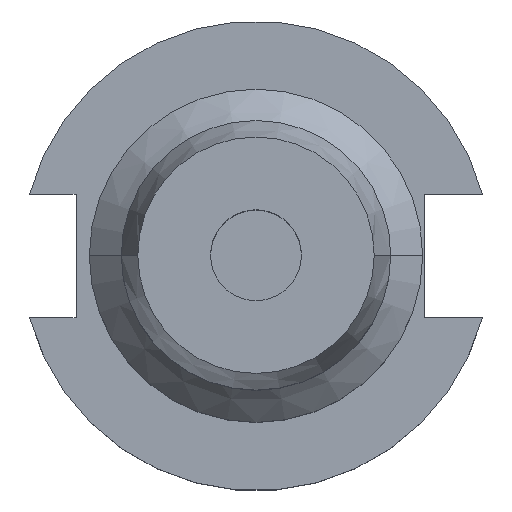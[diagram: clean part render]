
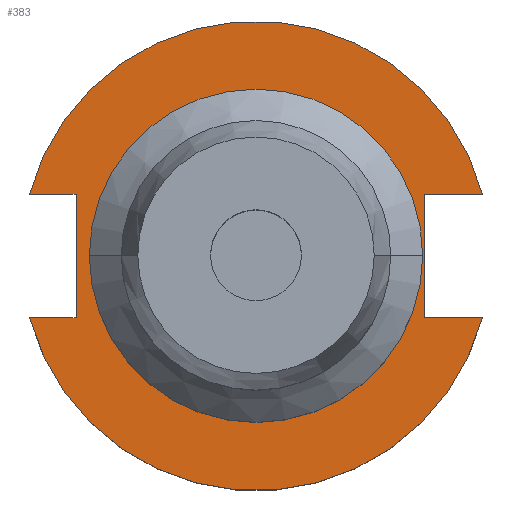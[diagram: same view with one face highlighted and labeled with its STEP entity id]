
A CAD part, top view. The second image highlights one B-rep face of the part: STEP entity #383.
In plain terms, the highlighted planar face has unit normal (0, 0, 1).
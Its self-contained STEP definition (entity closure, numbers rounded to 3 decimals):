
#31 = EDGE_LOOP ( 'NONE', ( #1110, #1825 ) ) ;
#66 = VERTEX_POINT ( 'NONE', #617 ) ;
#108 = VERTEX_POINT ( 'NONE', #1205 ) ;
#111 = DIRECTION ( 'NONE',  ( 1., 0., 0. ) ) ;
#115 = VERTEX_POINT ( 'NONE', #1642 ) ;
#127 = DIRECTION ( 'NONE',  ( 1., 0., 0. ) ) ;
#245 = CIRCLE ( 'NONE', #1584, 49.212 ) ;
#266 = CARTESIAN_POINT ( 'NONE',  ( 35.306, -12.954, 19.05 ) ) ;
#267 = ORIENTED_EDGE ( 'NONE', *, *, #849, .F. ) ;
#295 = CARTESIAN_POINT ( 'NONE',  ( 0., 0., 19.05 ) ) ;
#303 = CARTESIAN_POINT ( 'NONE',  ( 35.306, -12.954, 19.05 ) ) ;
#310 = VECTOR ( 'NONE', #856, 1000. ) ;
#356 = DIRECTION ( 'NONE',  ( 1., 0., 0. ) ) ;
#383 = ADVANCED_FACE ( 'NONE', ( #1548, #1211 ), #1708, .T. ) ;
#384 = AXIS2_PLACEMENT_3D ( 'NONE', #828, #984, #127 ) ;
#397 = CARTESIAN_POINT ( 'NONE',  ( 0., 49.212, 19.05 ) ) ;
#407 = VERTEX_POINT ( 'NONE', #266 ) ;
#417 = VERTEX_POINT ( 'NONE', #831 ) ;
#418 = VECTOR ( 'NONE', #1865, 1000. ) ;
#440 = DIRECTION ( 'NONE',  ( 1., 0., 0. ) ) ;
#466 = VECTOR ( 'NONE', #1270, 1000. ) ;
#468 = VECTOR ( 'NONE', #356, 1000. ) ;
#493 = EDGE_CURVE ( 'NONE', #407, #1605, #965, .T. ) ;
#506 = ORIENTED_EDGE ( 'NONE', *, *, #1764, .F. ) ;
#509 = VERTEX_POINT ( 'NONE', #526 ) ;
#526 = CARTESIAN_POINT ( 'NONE',  ( -34.925, 0., 19.05 ) ) ;
#534 = EDGE_CURVE ( 'NONE', #66, #1074, #1746, .T. ) ;
#540 = DIRECTION ( 'NONE',  ( 0., 0., 1. ) ) ;
#564 = ORIENTED_EDGE ( 'NONE', *, *, #572, .F. ) ;
#572 = EDGE_CURVE ( 'NONE', #417, #1088, #883, .T. ) ;
#616 = DIRECTION ( 'NONE',  ( 1., 0., 0. ) ) ;
#617 = CARTESIAN_POINT ( 'NONE',  ( -37.719, -12.954, 19.05 ) ) ;
#629 = EDGE_CURVE ( 'NONE', #509, #108, #1135, .T. ) ;
#687 = CARTESIAN_POINT ( 'NONE',  ( -63.719, 12.954, 19.05 ) ) ;
#768 = CARTESIAN_POINT ( 'NONE',  ( 0., 0., 19.05 ) ) ;
#781 = ORIENTED_EDGE ( 'NONE', *, *, #1144, .T. ) ;
#787 = EDGE_CURVE ( 'NONE', #108, #509, #928, .T. ) ;
#826 = DIRECTION ( 'NONE',  ( -1., 0., 0. ) ) ;
#828 = CARTESIAN_POINT ( 'NONE',  ( 0., 0., 19.05 ) ) ;
#831 = CARTESIAN_POINT ( 'NONE',  ( 47.477, 12.954, 19.05 ) ) ;
#833 = LINE ( 'NONE', #1348, #468 ) ;
#837 = ORIENTED_EDGE ( 'NONE', *, *, #1643, .F. ) ;
#849 = EDGE_CURVE ( 'NONE', #1043, #66, #833, .T. ) ;
#856 = DIRECTION ( 'NONE',  ( 0., -1., 0. ) ) ;
#859 = CARTESIAN_POINT ( 'NONE',  ( 35.306, 12.954, 19.05 ) ) ;
#878 = AXIS2_PLACEMENT_3D ( 'NONE', #768, #1641, #616 ) ;
#883 = LINE ( 'NONE', #859, #418 ) ;
#907 = CIRCLE ( 'NONE', #1530, 49.212 ) ;
#909 = VECTOR ( 'NONE', #826, 1000. ) ;
#928 = CIRCLE ( 'NONE', #878, 34.925 ) ;
#955 = DIRECTION ( 'NONE',  ( 1., 0., 0. ) ) ;
#962 = DIRECTION ( 'NONE',  ( 0., 0., 1. ) ) ;
#965 = LINE ( 'NONE', #303, #1702 ) ;
#983 = AXIS2_PLACEMENT_3D ( 'NONE', #397, #540, #955 ) ;
#984 = DIRECTION ( 'NONE',  ( 0., 0., 1. ) ) ;
#1043 = VERTEX_POINT ( 'NONE', #1861 ) ;
#1073 = LINE ( 'NONE', #1592, #310 ) ;
#1074 = VERTEX_POINT ( 'NONE', #1655 ) ;
#1088 = VERTEX_POINT ( 'NONE', #1859 ) ;
#1110 = ORIENTED_EDGE ( 'NONE', *, *, #787, .F. ) ;
#1135 = CIRCLE ( 'NONE', #384, 34.925 ) ;
#1144 = EDGE_CURVE ( 'NONE', #417, #115, #907, .T. ) ;
#1205 = CARTESIAN_POINT ( 'NONE',  ( 34.925, 0., 19.05 ) ) ;
#1211 = FACE_OUTER_BOUND ( 'NONE', #1460, .T. ) ;
#1242 = DIRECTION ( 'NONE',  ( 1., 0., 0. ) ) ;
#1270 = DIRECTION ( 'NONE',  ( 0., 1., 0. ) ) ;
#1294 = DIRECTION ( 'NONE',  ( 0., 0., 1. ) ) ;
#1304 = CARTESIAN_POINT ( 'NONE',  ( -37.719, 12.954, 19.05 ) ) ;
#1348 = CARTESIAN_POINT ( 'NONE',  ( -63.719, -12.954, 19.05 ) ) ;
#1351 = LINE ( 'NONE', #687, #909 ) ;
#1460 = EDGE_LOOP ( 'NONE', ( #1466, #1508, #506, #564, #781, #837, #1577, #267 ) ) ;
#1466 = ORIENTED_EDGE ( 'NONE', *, *, #1594, .T. ) ;
#1508 = ORIENTED_EDGE ( 'NONE', *, *, #493, .F. ) ;
#1530 = AXIS2_PLACEMENT_3D ( 'NONE', #295, #1294, #440 ) ;
#1548 = FACE_BOUND ( 'NONE', #31, .T. ) ;
#1549 = CARTESIAN_POINT ( 'NONE',  ( 47.477, -12.954, 19.05 ) ) ;
#1577 = ORIENTED_EDGE ( 'NONE', *, *, #534, .F. ) ;
#1584 = AXIS2_PLACEMENT_3D ( 'NONE', #1837, #962, #111 ) ;
#1592 = CARTESIAN_POINT ( 'NONE',  ( 35.306, 12.954, 19.05 ) ) ;
#1594 = EDGE_CURVE ( 'NONE', #1043, #1605, #245, .T. ) ;
#1605 = VERTEX_POINT ( 'NONE', #1549 ) ;
#1641 = DIRECTION ( 'NONE',  ( 0., 0., 1. ) ) ;
#1642 = CARTESIAN_POINT ( 'NONE',  ( -47.477, 12.954, 19.05 ) ) ;
#1643 = EDGE_CURVE ( 'NONE', #1074, #115, #1351, .T. ) ;
#1655 = CARTESIAN_POINT ( 'NONE',  ( -37.719, 12.954, 19.05 ) ) ;
#1702 = VECTOR ( 'NONE', #1242, 1000. ) ;
#1708 = PLANE ( 'NONE',  #983 ) ;
#1746 = LINE ( 'NONE', #1304, #466 ) ;
#1764 = EDGE_CURVE ( 'NONE', #1088, #407, #1073, .T. ) ;
#1825 = ORIENTED_EDGE ( 'NONE', *, *, #629, .F. ) ;
#1837 = CARTESIAN_POINT ( 'NONE',  ( 0., 0., 19.05 ) ) ;
#1859 = CARTESIAN_POINT ( 'NONE',  ( 35.306, 12.954, 19.05 ) ) ;
#1861 = CARTESIAN_POINT ( 'NONE',  ( -47.477, -12.954, 19.05 ) ) ;
#1865 = DIRECTION ( 'NONE',  ( -1., 0., 0. ) ) ;
